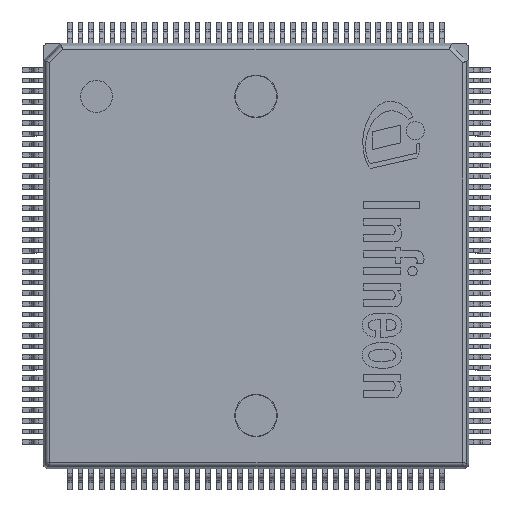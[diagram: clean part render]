
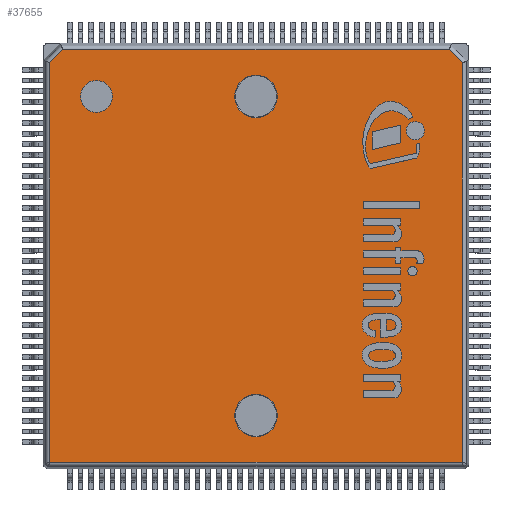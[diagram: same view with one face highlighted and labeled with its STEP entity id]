
A CAD part, top view. The second image highlights one B-rep face of the part: STEP entity #37655.
In plain terms, the highlighted planar face has unit normal (0, 0, 1).
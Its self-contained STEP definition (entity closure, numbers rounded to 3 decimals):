
#48=FACE_BOUND('',#4253,.T.);
#49=FACE_BOUND('',#4254,.T.);
#50=FACE_BOUND('',#4255,.T.);
#460=PLANE('',#40059);
#2035=FACE_OUTER_BOUND('',#4252,.T.);
#4252=EDGE_LOOP('',(#25859,#25860,#25861,#25862,#25863,#25864));
#4253=EDGE_LOOP('',(#25865,#25866));
#4254=EDGE_LOOP('',(#25867,#25868));
#4255=EDGE_LOOP('',(#25869,#25870));
#6498=LINE('',#54885,#10837);
#6499=LINE('',#54887,#10838);
#6500=LINE('',#54889,#10839);
#6501=LINE('',#54891,#10840);
#6502=LINE('',#54893,#10841);
#6503=LINE('',#54894,#10842);
#10837=VECTOR('',#43601,1000.);
#10838=VECTOR('',#43602,1000.);
#10839=VECTOR('',#43603,1000.);
#10840=VECTOR('',#43604,1000.);
#10841=VECTOR('',#43605,1000.);
#10842=VECTOR('',#43606,1000.);
#15152=CIRCLE('',#40043,1.);
#15153=CIRCLE('',#40045,1.);
#15155=CIRCLE('',#40048,0.75);
#15158=CIRCLE('',#40060,1.);
#15159=CIRCLE('',#40061,1.);
#15160=CIRCLE('',#40062,0.75);
#16398=VERTEX_POINT('',#54754);
#16399=VERTEX_POINT('',#54756);
#16400=VERTEX_POINT('',#54760);
#16401=VERTEX_POINT('',#54762);
#16404=VERTEX_POINT('',#54769);
#16405=VERTEX_POINT('',#54771);
#16422=VERTEX_POINT('',#54883);
#16423=VERTEX_POINT('',#54884);
#16424=VERTEX_POINT('',#54886);
#16425=VERTEX_POINT('',#54888);
#16426=VERTEX_POINT('',#54890);
#16427=VERTEX_POINT('',#54892);
#20153=EDGE_CURVE('',#16398,#16399,#15152,.T.);
#20156=EDGE_CURVE('',#16400,#16401,#15153,.T.);
#20160=EDGE_CURVE('',#16404,#16405,#15155,.T.);
#20186=EDGE_CURVE('',#16422,#16423,#6498,.T.);
#20187=EDGE_CURVE('',#16423,#16424,#6499,.T.);
#20188=EDGE_CURVE('',#16424,#16425,#6500,.T.);
#20189=EDGE_CURVE('',#16425,#16426,#6501,.T.);
#20190=EDGE_CURVE('',#16426,#16427,#6502,.T.);
#20191=EDGE_CURVE('',#16427,#16422,#6503,.T.);
#20192=EDGE_CURVE('',#16399,#16398,#15158,.T.);
#20193=EDGE_CURVE('',#16401,#16400,#15159,.T.);
#20194=EDGE_CURVE('',#16405,#16404,#15160,.T.);
#25859=ORIENTED_EDGE('',*,*,#20186,.T.);
#25860=ORIENTED_EDGE('',*,*,#20187,.T.);
#25861=ORIENTED_EDGE('',*,*,#20188,.T.);
#25862=ORIENTED_EDGE('',*,*,#20189,.T.);
#25863=ORIENTED_EDGE('',*,*,#20190,.T.);
#25864=ORIENTED_EDGE('',*,*,#20191,.T.);
#25865=ORIENTED_EDGE('',*,*,#20192,.F.);
#25866=ORIENTED_EDGE('',*,*,#20153,.F.);
#25867=ORIENTED_EDGE('',*,*,#20193,.F.);
#25868=ORIENTED_EDGE('',*,*,#20156,.F.);
#25869=ORIENTED_EDGE('',*,*,#20194,.F.);
#25870=ORIENTED_EDGE('',*,*,#20160,.F.);
#37655=ADVANCED_FACE('',(#2035,#48,#49,#50),#460,.T.);
#40043=AXIS2_PLACEMENT_3D('',#54757,#43542,#43543);
#40045=AXIS2_PLACEMENT_3D('',#54763,#43548,#43549);
#40048=AXIS2_PLACEMENT_3D('',#54772,#43556,#43557);
#40059=AXIS2_PLACEMENT_3D('',#54882,#43599,#43600);
#40060=AXIS2_PLACEMENT_3D('',#54895,#43607,#43608);
#40061=AXIS2_PLACEMENT_3D('',#54896,#43609,#43610);
#40062=AXIS2_PLACEMENT_3D('',#54897,#43611,#43612);
#43542=DIRECTION('center_axis',(0.,0.,1.));
#43543=DIRECTION('ref_axis',(0.,-1.,0.));
#43548=DIRECTION('center_axis',(0.,0.,1.));
#43549=DIRECTION('ref_axis',(0.,1.,0.));
#43556=DIRECTION('center_axis',(0.,0.,1.));
#43557=DIRECTION('ref_axis',(0.,-1.,0.));
#43599=DIRECTION('center_axis',(0.,0.,1.));
#43600=DIRECTION('ref_axis',(0.,-1.,0.));
#43601=DIRECTION('',(1.,0.,0.));
#43602=DIRECTION('',(0.,1.,0.));
#43603=DIRECTION('',(-0.707,0.707,0.));
#43604=DIRECTION('',(-1.,0.,0.));
#43605=DIRECTION('',(-0.707,-0.707,0.));
#43606=DIRECTION('',(0.,-1.,0.));
#43607=DIRECTION('center_axis',(0.,0.,1.));
#43608=DIRECTION('ref_axis',(0.,-1.,0.));
#43609=DIRECTION('center_axis',(0.,0.,1.));
#43610=DIRECTION('ref_axis',(0.,1.,0.));
#43611=DIRECTION('center_axis',(0.,0.,1.));
#43612=DIRECTION('ref_axis',(0.,-1.,0.));
#54754=CARTESIAN_POINT('',(0.,8.5,1.6));
#54756=CARTESIAN_POINT('',(0.,6.5,1.6));
#54757=CARTESIAN_POINT('Origin',(0.,7.5,1.6));
#54760=CARTESIAN_POINT('',(0.,-6.5,1.6));
#54762=CARTESIAN_POINT('',(0.,-8.5,1.6));
#54763=CARTESIAN_POINT('Origin',(0.,-7.5,1.6));
#54769=CARTESIAN_POINT('',(-7.5,8.25,1.6));
#54771=CARTESIAN_POINT('',(-7.5,6.75,1.6));
#54772=CARTESIAN_POINT('Origin',(-7.5,7.5,1.6));
#54882=CARTESIAN_POINT('Origin',(9.75,-9.75,1.6));
#54883=CARTESIAN_POINT('',(-9.7,-9.7,1.6));
#54884=CARTESIAN_POINT('',(9.7,-9.7,1.6));
#54885=CARTESIAN_POINT('',(9.75,-9.7,1.6));
#54886=CARTESIAN_POINT('',(9.7,9.076,1.6));
#54887=CARTESIAN_POINT('',(9.7,9.143,1.6));
#54888=CARTESIAN_POINT('',(9.076,9.7,1.6));
#54889=CARTESIAN_POINT('',(9.028,9.747,1.6));
#54890=CARTESIAN_POINT('',(-9.076,9.7,1.6));
#54891=CARTESIAN_POINT('',(-9.143,9.7,1.6));
#54892=CARTESIAN_POINT('',(-9.7,9.076,1.6));
#54893=CARTESIAN_POINT('',(-9.747,9.028,1.6));
#54894=CARTESIAN_POINT('',(-9.7,-9.75,1.6));
#54895=CARTESIAN_POINT('Origin',(0.,7.5,1.6));
#54896=CARTESIAN_POINT('Origin',(0.,-7.5,1.6));
#54897=CARTESIAN_POINT('Origin',(-7.5,7.5,1.6));
